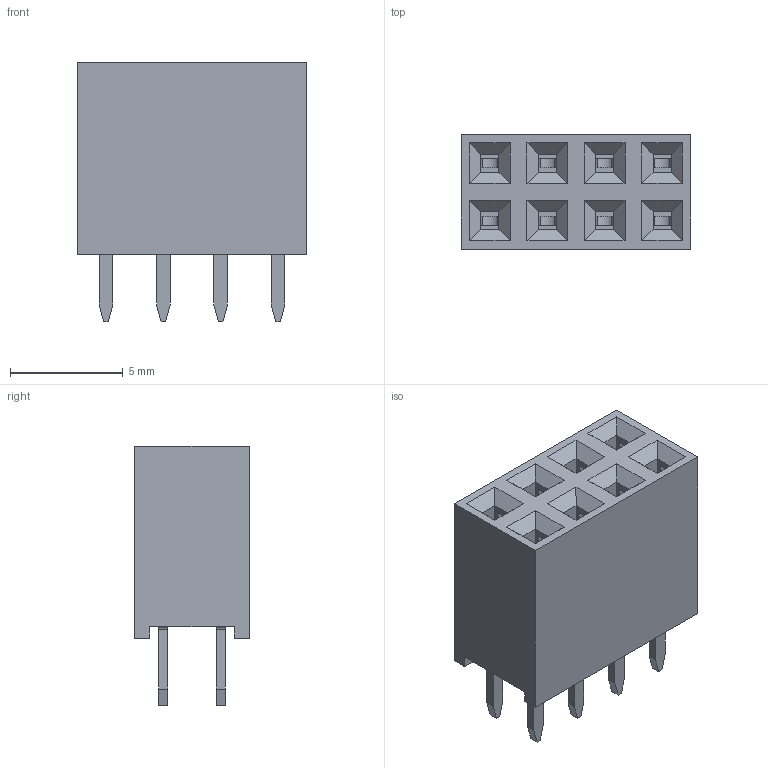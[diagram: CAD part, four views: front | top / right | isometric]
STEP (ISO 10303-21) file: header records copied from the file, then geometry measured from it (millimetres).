
FILE_DESCRIPTION(('STEP AP214'), '1');
FILE_NAME('PBD', '', ('UNSPECIFIED'), ('UNSPECIFIED'), 'ASCON STEP Converter 1.6', 'ASCON Math Kernel', '');
FILE_SCHEMA(('AUTOMOTIVE_DESIGN { 1 0 10303 214 3 1 1}'));
Length unit declared in the file: millimetre
Bounding box: 10.16 x 5.08 x 11.5 mm (x, y, z)
Volume: 384.4 mm3; surface area: 717.6 mm2
Topology: 1 solids, 1 shells, 442 faces, 1208 edges, 752 vertices
Faces by surface type: plane 386, cylinder 56
Entity records: 17256 total; most frequent: ORIENTED_EDGE 2416, CARTESIAN_POINT 2403, DIRECTION 2238, EDGE_CURVE 1208, LINE 1064, VECTOR 1064, VERTEX_POINT 752, AXIS2_PLACEMENT_3D 587
